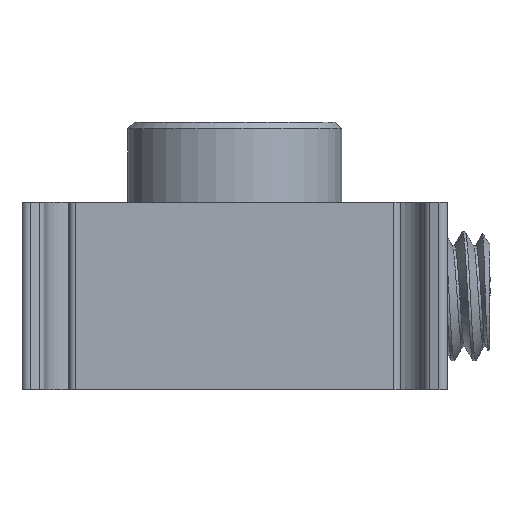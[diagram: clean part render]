
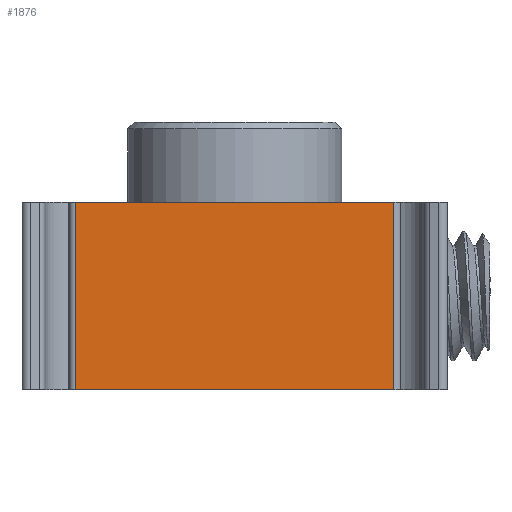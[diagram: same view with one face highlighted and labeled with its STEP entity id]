
A CAD part, left-side view. The second image highlights one B-rep face of the part: STEP entity #1876.
In plain terms, the highlighted planar face has unit normal (-1, 0, 0).
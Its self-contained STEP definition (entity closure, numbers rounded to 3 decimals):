
#29 = VECTOR ( 'NONE', #2094, 1000. ) ;
#215 = VECTOR ( 'NONE', #376, 1000. ) ;
#230 = LINE ( 'NONE', #3416, #29 ) ;
#376 = DIRECTION ( 'NONE',  ( 0., 0., -1. ) ) ;
#384 = CARTESIAN_POINT ( 'NONE',  ( -27.964, -13.215, 40.912 ) ) ;
#389 = LINE ( 'NONE', #384, #215 ) ;
#510 = AXIS2_PLACEMENT_3D ( 'NONE', #3611, #3604, #3599 ) ;
#532 = ORIENTED_EDGE ( 'NONE', *, *, #3629, .F. ) ;
#550 = VERTEX_POINT ( 'NONE', #3854 ) ;
#663 = EDGE_CURVE ( 'NONE', #2486, #996, #230, .T. ) ;
#996 = VERTEX_POINT ( 'NONE', #2856 ) ;
#1689 = CARTESIAN_POINT ( 'NONE',  ( -27.964, -13.215, 22.512 ) ) ;
#1763 = ORIENTED_EDGE ( 'NONE', *, *, #2226, .T. ) ;
#1819 = ORIENTED_EDGE ( 'NONE', *, *, #2579, .T. ) ;
#1876 = ADVANCED_FACE ( 'NONE', ( #3621 ), #3614, .F. ) ;
#2058 = EDGE_LOOP ( 'NONE', ( #1819, #1763, #2197, #532 ) ) ;
#2094 = DIRECTION ( 'NONE',  ( 0., -1., 0. ) ) ;
#2197 = ORIENTED_EDGE ( 'NONE', *, *, #663, .T. ) ;
#2226 = EDGE_CURVE ( 'NONE', #550, #2486, #3078, .T. ) ;
#2240 = VECTOR ( 'NONE', #2619, 1000. ) ;
#2486 = VERTEX_POINT ( 'NONE', #2770 ) ;
#2579 = EDGE_CURVE ( 'NONE', #3066, #550, #2634, .T. ) ;
#2619 = DIRECTION ( 'NONE',  ( 0., 1., 0. ) ) ;
#2629 = CARTESIAN_POINT ( 'NONE',  ( -27.964, -15.215, 22.512 ) ) ;
#2634 = LINE ( 'NONE', #2629, #2240 ) ;
#2770 = CARTESIAN_POINT ( 'NONE',  ( -27.964, -1.341, 15.512 ) ) ;
#2856 = CARTESIAN_POINT ( 'NONE',  ( -27.964, -13.215, 15.512 ) ) ;
#3066 = VERTEX_POINT ( 'NONE', #1689 ) ;
#3072 = DIRECTION ( 'NONE',  ( 0., 0., -1. ) ) ;
#3076 = CARTESIAN_POINT ( 'NONE',  ( -27.964, -1.341, 40.912 ) ) ;
#3078 = LINE ( 'NONE', #3076, #3769 ) ;
#3416 = CARTESIAN_POINT ( 'NONE',  ( -27.964, -13.215, 15.512 ) ) ;
#3599 = DIRECTION ( 'NONE',  ( 0., 1., 0. ) ) ;
#3604 = DIRECTION ( 'NONE',  ( 1., 0., 0. ) ) ;
#3611 = CARTESIAN_POINT ( 'NONE',  ( -27.964, -13.215, 40.912 ) ) ;
#3614 = PLANE ( 'NONE',  #510 ) ;
#3621 = FACE_OUTER_BOUND ( 'NONE', #2058, .T. ) ;
#3629 = EDGE_CURVE ( 'NONE', #3066, #996, #389, .T. ) ;
#3769 = VECTOR ( 'NONE', #3072, 1000. ) ;
#3854 = CARTESIAN_POINT ( 'NONE',  ( -27.964, -1.341, 22.512 ) ) ;
